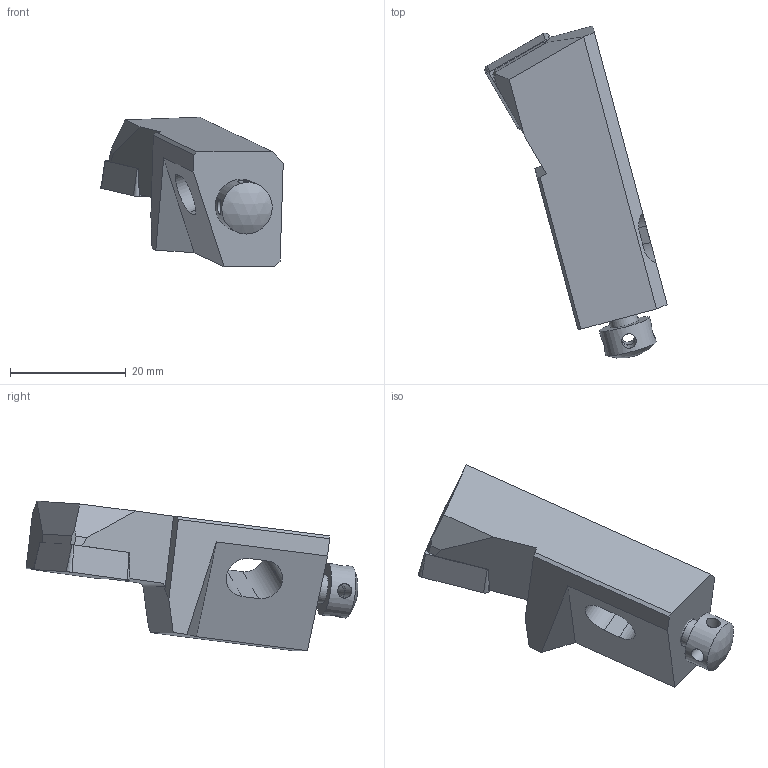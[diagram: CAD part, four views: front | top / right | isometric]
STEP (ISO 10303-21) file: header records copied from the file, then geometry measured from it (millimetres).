
FILE_DESCRIPTION(/* description */ (''),/* implementation_level */ '2;1');
FILE_NAME(/* name */ 'SSKCL12CA-12.stp',/* time_stamp */ '2012-10-11T18:07:15+06:00',/* author */ (''),/* organization */ (''),/* preprocessor_version */ 'ST-DEVELOPER v11',/* originating_system */ 'SIEMENS PLM Software NX 7.5',/* authorisation */ '');
FILE_SCHEMA (('AUTOMOTIVE_DESIGN { 1 0 10303 214 1 1 1 1 }'));
Length unit declared in the file: millimetre
Products named in the file (1): inpuADBEpk29
Bounding box: 31.51 x 57.33 x 25.82 mm (x, y, z)
Volume: 11217.2 mm3; surface area: 4854.7 mm2
Topology: 3 solids, 3 shells, 52 faces, 141 edges, 92 vertices
Faces by surface type: plane 33, cylinder 11, cone 7, sphere 1
Full cylindrical faces by diameter (mm): 2.3 x1, 2.5 x4, 4.91 x1, 5 x1, 9 x1
Entity records: 1848 total; most frequent: CARTESIAN_POINT 550, DIRECTION 253, ORIENTED_EDGE 244, EDGE_CURVE 122, LINE 89, VECTOR 89, VERTEX_POINT 86, AXIS2_PLACEMENT_3D 82
